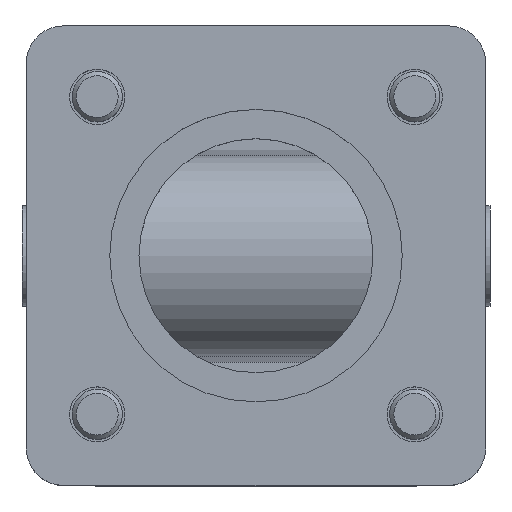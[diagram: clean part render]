
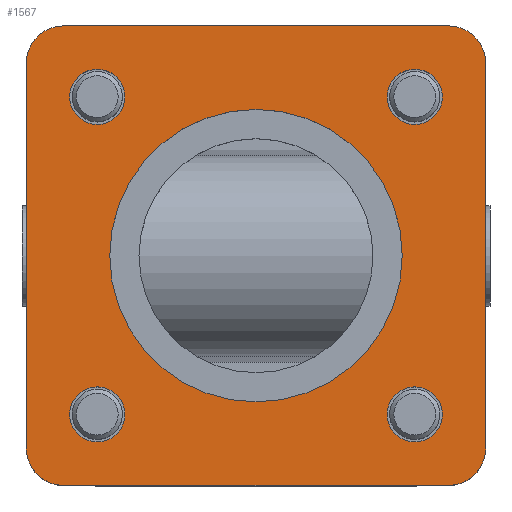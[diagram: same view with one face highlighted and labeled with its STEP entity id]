
A CAD part, top view. The second image highlights one B-rep face of the part: STEP entity #1567.
In plain terms, the highlighted face is planar.
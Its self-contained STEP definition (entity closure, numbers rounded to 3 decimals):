
#13 = CARTESIAN_POINT ( 'NONE',  ( 23., -23., 0. ) ) ;
#27 = CARTESIAN_POINT ( 'NONE',  ( -23., 27.5, 0. ) ) ;
#114 = CARTESIAN_POINT ( 'NONE',  ( 27.5, 23., 0. ) ) ;
#197 = DIRECTION ( 'NONE',  ( 1., 0., 0. ) ) ;
#209 = ORIENTED_EDGE ( 'NONE', *, *, #4926, .F. ) ;
#278 = AXIS2_PLACEMENT_3D ( 'NONE', #4896, #3766, #4831 ) ;
#330 = CARTESIAN_POINT ( 'NONE',  ( 0., 0., 0. ) ) ;
#358 = CARTESIAN_POINT ( 'NONE',  ( -23., -23., 0. ) ) ;
#382 = CIRCLE ( 'NONE', #5354, 3.3 ) ;
#407 = EDGE_LOOP ( 'NONE', ( #5422 ) ) ;
#520 = DIRECTION ( 'NONE',  ( -1., 0., 0. ) ) ;
#579 = EDGE_LOOP ( 'NONE', ( #4659 ) ) ;
#606 = DIRECTION ( 'NONE',  ( 0.707, -0.707, 0. ) ) ;
#706 = CARTESIAN_POINT ( 'NONE',  ( 23., -27.5, 0. ) ) ;
#708 = AXIS2_PLACEMENT_3D ( 'NONE', #5434, #806, #6460 ) ;
#731 = DIRECTION ( 'NONE',  ( 0., 0., 1. ) ) ;
#756 = FACE_BOUND ( 'NONE', #407, .T. ) ;
#764 = CARTESIAN_POINT ( 'NONE',  ( -27.5, 23., 0. ) ) ;
#798 = FACE_BOUND ( 'NONE', #4376, .T. ) ;
#806 = DIRECTION ( 'NONE',  ( 0., 0., 1. ) ) ;
#830 = FACE_BOUND ( 'NONE', #5666, .T. ) ;
#843 = VERTEX_POINT ( 'NONE', #1862 ) ;
#883 = ORIENTED_EDGE ( 'NONE', *, *, #5655, .T. ) ;
#914 = AXIS2_PLACEMENT_3D ( 'NONE', #2123, #5274, #197 ) ;
#921 = DIRECTION ( 'NONE',  ( 1., 0., 0. ) ) ;
#928 = VECTOR ( 'NONE', #6230, 1000. ) ;
#939 = VERTEX_POINT ( 'NONE', #2976 ) ;
#1019 = CARTESIAN_POINT ( 'NONE',  ( -27.5, -23., 0. ) ) ;
#1044 = CARTESIAN_POINT ( 'NONE',  ( 0., 0., 0. ) ) ;
#1181 = EDGE_CURVE ( 'NONE', #5485, #1552, #3847, .T. ) ;
#1187 = EDGE_CURVE ( 'NONE', #6494, #6494, #1773, .T. ) ;
#1294 = DIRECTION ( 'NONE',  ( 1., 0., 0. ) ) ;
#1307 = CIRCLE ( 'NONE', #5107, 4.5 ) ;
#1490 = EDGE_CURVE ( 'NONE', #2942, #2942, #3709, .T. ) ;
#1552 = VERTEX_POINT ( 'NONE', #1753 ) ;
#1567 = ADVANCED_FACE ( 'NONE', ( #830, #798, #2866, #756, #4886, #5982 ), #2737, .F. ) ;
#1573 = CIRCLE ( 'NONE', #3721, 17.5 ) ;
#1701 = ORIENTED_EDGE ( 'NONE', *, *, #5414, .T. ) ;
#1735 = DIRECTION ( 'NONE',  ( -1., 0., 0. ) ) ;
#1753 = CARTESIAN_POINT ( 'NONE',  ( 23., 27.5, 0. ) ) ;
#1773 = CIRCLE ( 'NONE', #2097, 3.3 ) ;
#1780 = VECTOR ( 'NONE', #4089, 1000. ) ;
#1817 = ORIENTED_EDGE ( 'NONE', *, *, #1187, .T. ) ;
#1862 = CARTESIAN_POINT ( 'NONE',  ( -15.7, -19., 0. ) ) ;
#1876 = CARTESIAN_POINT ( 'NONE',  ( -19., -19., 0. ) ) ;
#1883 = VECTOR ( 'NONE', #6152, 1000. ) ;
#1952 = EDGE_CURVE ( 'NONE', #843, #843, #382, .T. ) ;
#2032 = VERTEX_POINT ( 'NONE', #4139 ) ;
#2082 = VERTEX_POINT ( 'NONE', #706 ) ;
#2097 = AXIS2_PLACEMENT_3D ( 'NONE', #2364, #731, #1294 ) ;
#2123 = CARTESIAN_POINT ( 'NONE',  ( 19., 19., 0. ) ) ;
#2364 = CARTESIAN_POINT ( 'NONE',  ( -19., 19., 0. ) ) ;
#2435 = CARTESIAN_POINT ( 'NONE',  ( -23., 27.5, 0. ) ) ;
#2471 = LINE ( 'NONE', #2435, #1883 ) ;
#2563 = VERTEX_POINT ( 'NONE', #3212 ) ;
#2720 = LINE ( 'NONE', #5736, #5437 ) ;
#2737 = PLANE ( 'NONE',  #3268 ) ;
#2739 = CIRCLE ( 'NONE', #5454, 4.5 ) ;
#2769 = DIRECTION ( 'NONE',  ( 0., 0., 1. ) ) ;
#2829 = ORIENTED_EDGE ( 'NONE', *, *, #2900, .T. ) ;
#2866 = FACE_BOUND ( 'NONE', #579, .T. ) ;
#2900 = EDGE_CURVE ( 'NONE', #939, #939, #4894, .T. ) ;
#2942 = VERTEX_POINT ( 'NONE', #6062 ) ;
#2976 = CARTESIAN_POINT ( 'NONE',  ( 22.3, -19., 0. ) ) ;
#3115 = CARTESIAN_POINT ( 'NONE',  ( 27.5, -23., 0. ) ) ;
#3212 = CARTESIAN_POINT ( 'NONE',  ( -23., -27.5, 0. ) ) ;
#3268 = AXIS2_PLACEMENT_3D ( 'NONE', #330, #2769, #3859 ) ;
#3552 = ORIENTED_EDGE ( 'NONE', *, *, #6631, .F. ) ;
#3574 = LINE ( 'NONE', #1019, #928 ) ;
#3709 = CIRCLE ( 'NONE', #914, 3.3 ) ;
#3721 = AXIS2_PLACEMENT_3D ( 'NONE', #1044, #6623, #520 ) ;
#3723 = EDGE_LOOP ( 'NONE', ( #5403 ) ) ;
#3739 = VERTEX_POINT ( 'NONE', #6569 ) ;
#3766 = DIRECTION ( 'NONE',  ( 0., 0., 1. ) ) ;
#3804 = CARTESIAN_POINT ( 'NONE',  ( -23., 23., 0. ) ) ;
#3847 = CIRCLE ( 'NONE', #708, 4.5 ) ;
#3859 = DIRECTION ( 'NONE',  ( 1., 0., 0. ) ) ;
#3968 = CARTESIAN_POINT ( 'NONE',  ( -15.7, 19., 0. ) ) ;
#4013 = ORIENTED_EDGE ( 'NONE', *, *, #4436, .T. ) ;
#4045 = EDGE_CURVE ( 'NONE', #3739, #2563, #1307, .T. ) ;
#4053 = DIRECTION ( 'NONE',  ( 0., 0., 1. ) ) ;
#4089 = DIRECTION ( 'NONE',  ( 0., -1., 0. ) ) ;
#4139 = CARTESIAN_POINT ( 'NONE',  ( -17.5, 0., 0. ) ) ;
#4376 = EDGE_LOOP ( 'NONE', ( #1817 ) ) ;
#4436 = EDGE_CURVE ( 'NONE', #2082, #2563, #2720, .T. ) ;
#4530 = AXIS2_PLACEMENT_3D ( 'NONE', #3804, #5260, #5712 ) ;
#4659 = ORIENTED_EDGE ( 'NONE', *, *, #1952, .T. ) ;
#4730 = LINE ( 'NONE', #114, #1780 ) ;
#4831 = DIRECTION ( 'NONE',  ( 1., 0., 0. ) ) ;
#4842 = EDGE_CURVE ( 'NONE', #3739, #6291, #3574, .T. ) ;
#4886 = FACE_BOUND ( 'NONE', #3723, .T. ) ;
#4894 = CIRCLE ( 'NONE', #278, 3.3 ) ;
#4896 = CARTESIAN_POINT ( 'NONE',  ( 19., -19., 0. ) ) ;
#4926 = EDGE_CURVE ( 'NONE', #2082, #6193, #2739, .T. ) ;
#5107 = AXIS2_PLACEMENT_3D ( 'NONE', #358, #5516, #5985 ) ;
#5123 = EDGE_CURVE ( 'NONE', #2032, #2032, #1573, .T. ) ;
#5216 = ORIENTED_EDGE ( 'NONE', *, *, #4842, .T. ) ;
#5260 = DIRECTION ( 'NONE',  ( 0., 0., 1. ) ) ;
#5274 = DIRECTION ( 'NONE',  ( 0., 0., 1. ) ) ;
#5354 = AXIS2_PLACEMENT_3D ( 'NONE', #1876, #4053, #921 ) ;
#5392 = VERTEX_POINT ( 'NONE', #27 ) ;
#5403 = ORIENTED_EDGE ( 'NONE', *, *, #5123, .T. ) ;
#5414 = EDGE_CURVE ( 'NONE', #5392, #1552, #2471, .T. ) ;
#5422 = ORIENTED_EDGE ( 'NONE', *, *, #1490, .T. ) ;
#5434 = CARTESIAN_POINT ( 'NONE',  ( 23., 23., 0. ) ) ;
#5437 = VECTOR ( 'NONE', #1735, 1000. ) ;
#5454 = AXIS2_PLACEMENT_3D ( 'NONE', #13, #5801, #606 ) ;
#5485 = VERTEX_POINT ( 'NONE', #6321 ) ;
#5502 = CIRCLE ( 'NONE', #4530, 4.5 ) ;
#5516 = DIRECTION ( 'NONE',  ( 0., 0., 1. ) ) ;
#5655 = EDGE_CURVE ( 'NONE', #5485, #6193, #4730, .T. ) ;
#5666 = EDGE_LOOP ( 'NONE', ( #2829 ) ) ;
#5712 = DIRECTION ( 'NONE',  ( -0.707, 0.707, 0. ) ) ;
#5736 = CARTESIAN_POINT ( 'NONE',  ( 23., -27.5, 0. ) ) ;
#5801 = DIRECTION ( 'NONE',  ( 0., 0., 1. ) ) ;
#5914 = ORIENTED_EDGE ( 'NONE', *, *, #1181, .F. ) ;
#5982 = FACE_OUTER_BOUND ( 'NONE', #6170, .T. ) ;
#5985 = DIRECTION ( 'NONE',  ( -0.707, -0.707, 0. ) ) ;
#6062 = CARTESIAN_POINT ( 'NONE',  ( 22.3, 19., 0. ) ) ;
#6152 = DIRECTION ( 'NONE',  ( 1., 0., 0. ) ) ;
#6170 = EDGE_LOOP ( 'NONE', ( #209, #4013, #6515, #5216, #3552, #1701, #5914, #883 ) ) ;
#6193 = VERTEX_POINT ( 'NONE', #3115 ) ;
#6230 = DIRECTION ( 'NONE',  ( 0., 1., 0. ) ) ;
#6291 = VERTEX_POINT ( 'NONE', #764 ) ;
#6321 = CARTESIAN_POINT ( 'NONE',  ( 27.5, 23., 0. ) ) ;
#6460 = DIRECTION ( 'NONE',  ( 0.707, 0.707, 0. ) ) ;
#6494 = VERTEX_POINT ( 'NONE', #3968 ) ;
#6515 = ORIENTED_EDGE ( 'NONE', *, *, #4045, .F. ) ;
#6569 = CARTESIAN_POINT ( 'NONE',  ( -27.5, -23., 0. ) ) ;
#6623 = DIRECTION ( 'NONE',  ( 0., 0., 1. ) ) ;
#6631 = EDGE_CURVE ( 'NONE', #5392, #6291, #5502, .T. ) ;
